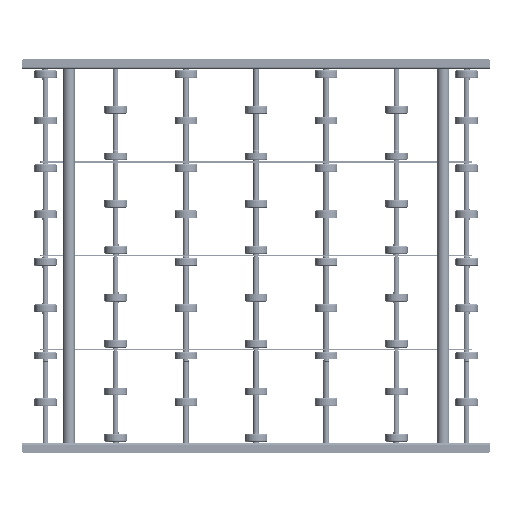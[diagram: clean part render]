
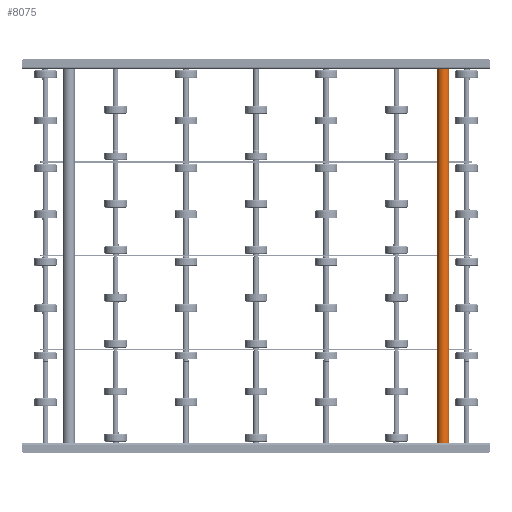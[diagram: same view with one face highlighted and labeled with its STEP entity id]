
A CAD part, front view. The second image highlights one B-rep face of the part: STEP entity #8075.
In plain terms, the highlighted cylindrical face has radius 12.5 mm (diameter 25 mm), a partial arc.
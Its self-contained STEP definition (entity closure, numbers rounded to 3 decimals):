
#321 = EDGE_LOOP ( 'NONE', ( #6033, #4716, #18682, #4864 ) ) ;
#1077 = FACE_OUTER_BOUND ( 'NONE', #321, .T. ) ;
#1219 = EDGE_CURVE ( 'NONE', #15517, #4521, #8358, .T. ) ;
#1677 = EDGE_CURVE ( 'NONE', #5059, #4521, #22621, .T. ) ;
#2789 = DIRECTION ( 'NONE',  ( 0., 0., -1. ) ) ;
#4436 = CARTESIAN_POINT ( 'NONE',  ( 1., 0., 0. ) ) ;
#4521 = VERTEX_POINT ( 'NONE', #18321 ) ;
#4716 = ORIENTED_EDGE ( 'NONE', *, *, #15634, .T. ) ;
#4864 = ORIENTED_EDGE ( 'NONE', *, *, #1677, .T. ) ;
#5059 = VERTEX_POINT ( 'NONE', #11031 ) ;
#5895 = VERTEX_POINT ( 'NONE', #19354 ) ;
#6012 = EDGE_CURVE ( 'NONE', #5895, #5059, #8464, .T. ) ;
#6033 = ORIENTED_EDGE ( 'NONE', *, *, #1219, .F. ) ;
#6044 = DIRECTION ( 'NONE',  ( -1., 0., 0. ) ) ;
#7794 = AXIS2_PLACEMENT_3D ( 'NONE', #18861, #6044, #21710 ) ;
#7864 = CIRCLE ( 'NONE', #19427, 12.5 ) ;
#8075 = ADVANCED_FACE ( 'NONE', ( #1077 ), #19952, .T. ) ;
#8358 = LINE ( 'NONE', #15025, #14460 ) ;
#8464 = LINE ( 'NONE', #13608, #21724 ) ;
#11031 = CARTESIAN_POINT ( 'NONE',  ( 1., 0., 12.5 ) ) ;
#13353 = DIRECTION ( 'NONE',  ( 1., 0., 0. ) ) ;
#13608 = CARTESIAN_POINT ( 'NONE',  ( 800., 0., 12.5 ) ) ;
#14038 = DIRECTION ( 'NONE',  ( -1., 0., 0. ) ) ;
#14460 = VECTOR ( 'NONE', #22015, 1000. ) ;
#15025 = CARTESIAN_POINT ( 'NONE',  ( 800., 0., -12.5 ) ) ;
#15517 = VERTEX_POINT ( 'NONE', #17189 ) ;
#15634 = EDGE_CURVE ( 'NONE', #15517, #5895, #7864, .T. ) ;
#17189 = CARTESIAN_POINT ( 'NONE',  ( 799., 0., -12.5 ) ) ;
#17775 = AXIS2_PLACEMENT_3D ( 'NONE', #4436, #13353, #2789 ) ;
#18321 = CARTESIAN_POINT ( 'NONE',  ( 1., 0., -12.5 ) ) ;
#18682 = ORIENTED_EDGE ( 'NONE', *, *, #6012, .T. ) ;
#18861 = CARTESIAN_POINT ( 'NONE',  ( 800., 0., 0. ) ) ;
#19354 = CARTESIAN_POINT ( 'NONE',  ( 799., 0., 12.5 ) ) ;
#19427 = AXIS2_PLACEMENT_3D ( 'NONE', #21050, #14038, #22918 ) ;
#19952 = CYLINDRICAL_SURFACE ( 'NONE', #7794, 12.5 ) ;
#21050 = CARTESIAN_POINT ( 'NONE',  ( 799., 0., 0. ) ) ;
#21076 = DIRECTION ( 'NONE',  ( -1., 0., 0. ) ) ;
#21710 = DIRECTION ( 'NONE',  ( 0., 0., 1. ) ) ;
#21724 = VECTOR ( 'NONE', #21076, 1000. ) ;
#22015 = DIRECTION ( 'NONE',  ( -1., 0., 0. ) ) ;
#22621 = CIRCLE ( 'NONE', #17775, 12.5 ) ;
#22918 = DIRECTION ( 'NONE',  ( 0., 0., -1. ) ) ;
